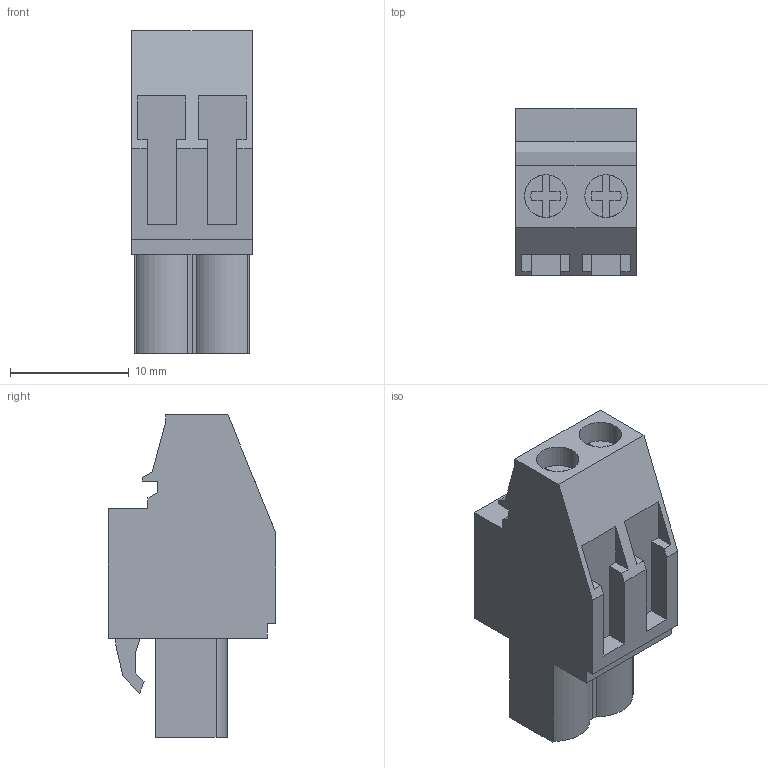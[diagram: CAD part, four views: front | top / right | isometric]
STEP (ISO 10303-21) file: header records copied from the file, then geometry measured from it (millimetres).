
FILE_DESCRIPTION(('CATIA V5 STEP','CAx-IF Rec.Pracs.--- Model Styling and Organization---1.2---2011-12-15'),'2;1');
FILE_NAME ('D1467890_0_1948240000_1948240000.stp','2017-09-08T10:26:09+00:00',('none'),('Weidmueller'),'CATIA Version 5-6 Release 2014','CATIA V5 STEP AP214','none');
FILE_SCHEMA(('AUTOMOTIVE_DESIGN { 1 0 10303 214 1 1 1 1 }'));
Length unit declared in the file: millimetre
Products named in the file (1): 1948240000
Bounding box: 10.16 x 14.1 x 27.2 mm (x, y, z)
Volume: 2323.1 mm3; surface area: 1818 mm2
Topology: 3 solids, 3 shells, 162 faces, 437 edges, 292 vertices
Faces by surface type: plane 144, cylinder 16, extrusion 2
Entity records: 4891 total; most frequent: ORIENTED_EDGE 874, CARTESIAN_POINT 872, DIRECTION 715, EDGE_CURVE 437, VECTOR 395, LINE 393, VERTEX_POINT 292, AXIS2_PLACEMENT_3D 181
